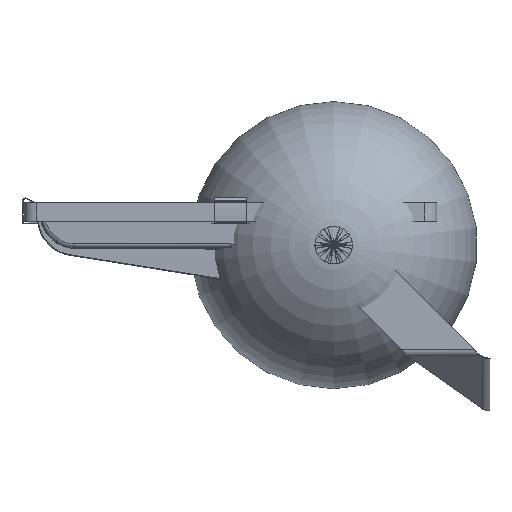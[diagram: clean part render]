
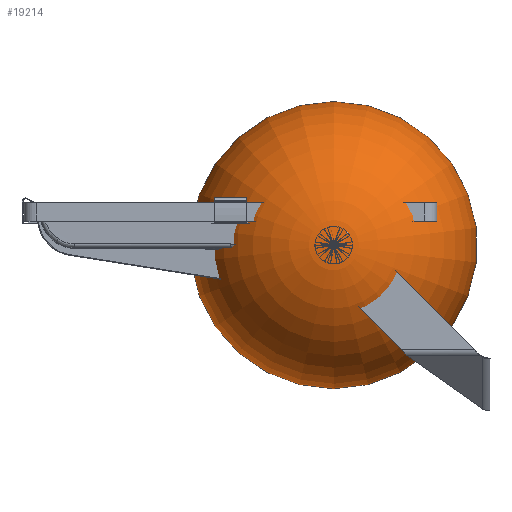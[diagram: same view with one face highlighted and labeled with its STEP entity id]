
A CAD part, left-side view. The second image highlights one B-rep face of the part: STEP entity #19214.
In plain terms, the highlighted toroidal (fillet/blend) face has major radius 0.084 mm and minor radius 111.349 mm.
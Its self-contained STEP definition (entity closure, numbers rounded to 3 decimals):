
#5428 = DIRECTION ( 'NONE',  ( 0., 0., -1. ) ) ;
#13635 = FACE_OUTER_BOUND ( 'NONE', #39383, .T. ) ;
#14297 = TOROIDAL_SURFACE ( 'NONE', #69707, 0.084, 111.349 ) ;
#17463 = DIRECTION ( 'NONE',  ( -1., 0., 0. ) ) ;
#19214 = ADVANCED_FACE ( 'NONE', ( #13635 ), #14297, .T. ) ;
#20003 = EDGE_CURVE ( 'NONE', #35494, #35494, #49461, .T. ) ;
#20950 = CARTESIAN_POINT ( 'NONE',  ( 59.559, 121.083, -107.573 ) ) ;
#24114 = CARTESIAN_POINT ( 'NONE',  ( 169.987, 121.083, -121.949 ) ) ;
#29150 = CARTESIAN_POINT ( 'NONE',  ( 169.987, 121.083, -107.573 ) ) ;
#30831 = ORIENTED_EDGE ( 'NONE', *, *, #20003, .F. ) ;
#35494 = VERTEX_POINT ( 'NONE', #24114 ) ;
#39383 = EDGE_LOOP ( 'NONE', ( #30831 ) ) ;
#45534 = DIRECTION ( 'NONE',  ( 0., 0., -1. ) ) ;
#49461 = CIRCLE ( 'NONE', #52945, 14.376 ) ;
#51953 = DIRECTION ( 'NONE',  ( -1., 0., 0. ) ) ;
#52945 = AXIS2_PLACEMENT_3D ( 'NONE', #29150, #17463, #45534 ) ;
#69707 = AXIS2_PLACEMENT_3D ( 'NONE', #20950, #51953, #5428 ) ;
